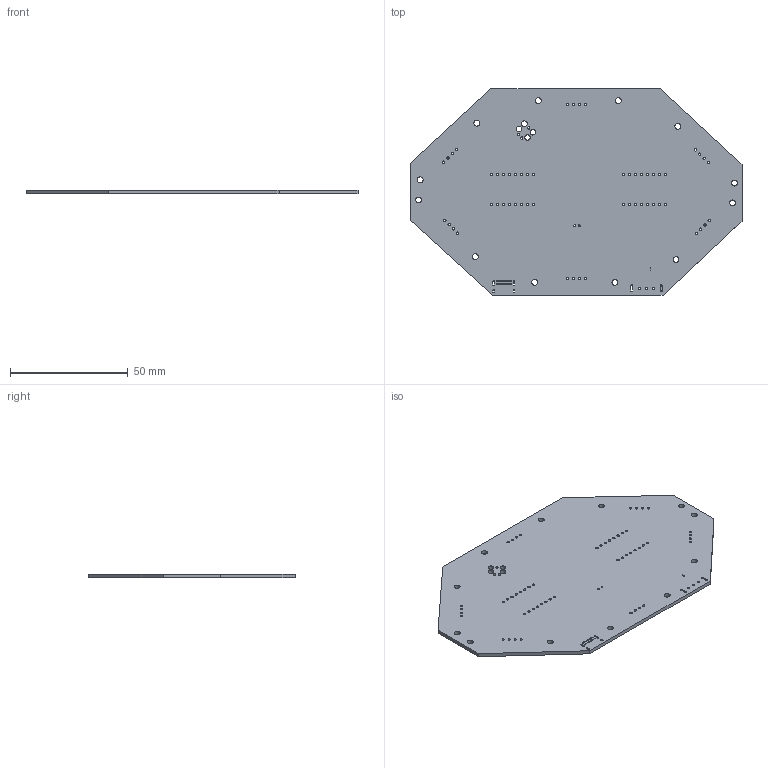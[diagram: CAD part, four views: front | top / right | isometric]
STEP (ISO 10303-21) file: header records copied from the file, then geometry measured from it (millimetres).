
FILE_DESCRIPTION(('KiCad electronic assembly'),'2;1');
FILE_NAME('MainBoard.step','2024-06-14T11:48:09',('Pcbnew'),('Kicad'), 'Open CASCADE STEP processor 7.6','KiCad to STEP converter','Unknown' );
FILE_SCHEMA(('AUTOMOTIVE_DESIGN { 1 0 10303 214 1 1 1 1 }'));
Length unit declared in the file: millimetre
Products named in the file (2): MainBoard 1; MainBoard PCB
Assembly tree (1 placements, depth 2):
  MainBoard 1
    MainBoard PCB
Bounding box: 140.8 x 87.5 x 1.6 mm (x, y, z)
Volume: 16025.3 mm3; surface area: 21250.4 mm2
Topology: 2 solids, 2 shells, 138 faces, 402 edges, 268 vertices
Faces by surface type: cylinder 112, plane 26
Full cylindrical faces by diameter (mm): 0.25 x2, 0.4 x16, 0.75 x2, 0.889 x3, 0.991 x3, 1 x56, 2.375 x4, 2.5 x12
Entity records: 10389 total; most frequent: DIRECTION 1708, CARTESIAN_POINT 1616, ORIENTED_EDGE 804, PCURVE 804, DEFINITIONAL_REPRESENTATION 804, LINE 756, VECTOR 756, CIRCLE 448
